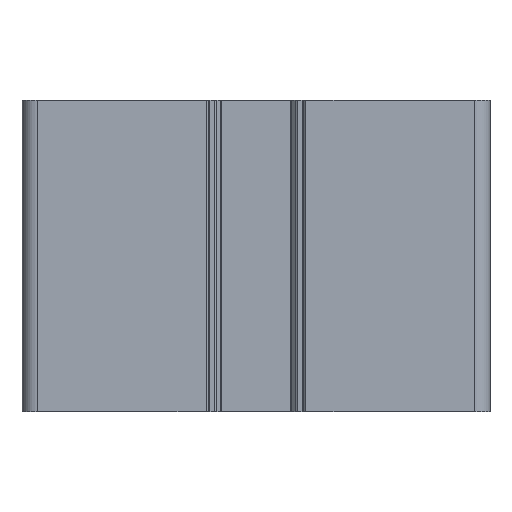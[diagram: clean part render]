
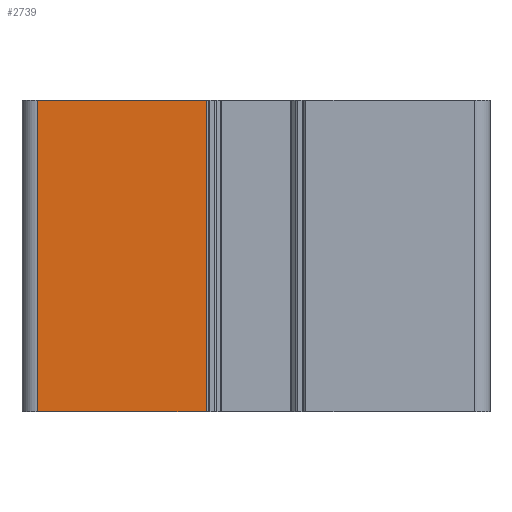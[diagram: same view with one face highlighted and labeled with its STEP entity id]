
A CAD part, front view. The second image highlights one B-rep face of the part: STEP entity #2739.
In plain terms, the highlighted planar face has unit normal (0, -1, 0).
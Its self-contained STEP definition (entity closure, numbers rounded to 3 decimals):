
#629 = LINE ( 'NONE', #756, #6838 ) ;
#756 = CARTESIAN_POINT ( 'NONE',  ( -6.4, -30., -40. ) ) ;
#1058 = CARTESIAN_POINT ( 'NONE',  ( -28., -30., -40. ) ) ;
#1210 = DIRECTION ( 'NONE',  ( 0., 0., 1. ) ) ;
#1426 = EDGE_LOOP ( 'NONE', ( #3272, #10321, #10358, #7147 ) ) ;
#2152 = CARTESIAN_POINT ( 'NONE',  ( -6.4, -30., -40. ) ) ;
#2343 = CARTESIAN_POINT ( 'NONE',  ( -6.4, -30., 0. ) ) ;
#2739 = ADVANCED_FACE ( 'NONE', ( #7708 ), #2843, .T. ) ;
#2843 = PLANE ( 'NONE',  #11671 ) ;
#2847 = VERTEX_POINT ( 'NONE', #3410 ) ;
#2875 = EDGE_CURVE ( 'NONE', #11106, #2847, #9044, .T. ) ;
#2897 = CARTESIAN_POINT ( 'NONE',  ( -6.4, -30., 0. ) ) ;
#2907 = LINE ( 'NONE', #5007, #9965 ) ;
#2908 = VERTEX_POINT ( 'NONE', #2343 ) ;
#2946 = EDGE_CURVE ( 'NONE', #11106, #9062, #629, .T. ) ;
#2958 = DIRECTION ( 'NONE',  ( 1., 0., 0. ) ) ;
#3272 = ORIENTED_EDGE ( 'NONE', *, *, #4338, .F. ) ;
#3410 = CARTESIAN_POINT ( 'NONE',  ( -28., -30., 0. ) ) ;
#3592 = DIRECTION ( 'NONE',  ( 1., 0., 0. ) ) ;
#4338 = EDGE_CURVE ( 'NONE', #2847, #2908, #11501, .T. ) ;
#4815 = VECTOR ( 'NONE', #1210, 1000. ) ;
#5007 = CARTESIAN_POINT ( 'NONE',  ( -6.4, -30., -40. ) ) ;
#5827 = DIRECTION ( 'NONE',  ( 1., 0., 0. ) ) ;
#6838 = VECTOR ( 'NONE', #3592, 1000. ) ;
#7147 = ORIENTED_EDGE ( 'NONE', *, *, #11868, .T. ) ;
#7708 = FACE_OUTER_BOUND ( 'NONE', #1426, .T. ) ;
#8857 = DIRECTION ( 'NONE',  ( 0., 0., 1. ) ) ;
#9044 = LINE ( 'NONE', #11005, #4815 ) ;
#9062 = VERTEX_POINT ( 'NONE', #2152 ) ;
#9874 = CARTESIAN_POINT ( 'NONE',  ( -6.4, -30., -40. ) ) ;
#9965 = VECTOR ( 'NONE', #8857, 1000. ) ;
#10321 = ORIENTED_EDGE ( 'NONE', *, *, #2875, .F. ) ;
#10358 = ORIENTED_EDGE ( 'NONE', *, *, #2946, .T. ) ;
#10525 = VECTOR ( 'NONE', #2958, 1000. ) ;
#10755 = DIRECTION ( 'NONE',  ( 0., -1., 0. ) ) ;
#11005 = CARTESIAN_POINT ( 'NONE',  ( -28., -30., -40. ) ) ;
#11106 = VERTEX_POINT ( 'NONE', #1058 ) ;
#11501 = LINE ( 'NONE', #2897, #10525 ) ;
#11671 = AXIS2_PLACEMENT_3D ( 'NONE', #9874, #10755, #5827 ) ;
#11868 = EDGE_CURVE ( 'NONE', #9062, #2908, #2907, .T. ) ;
